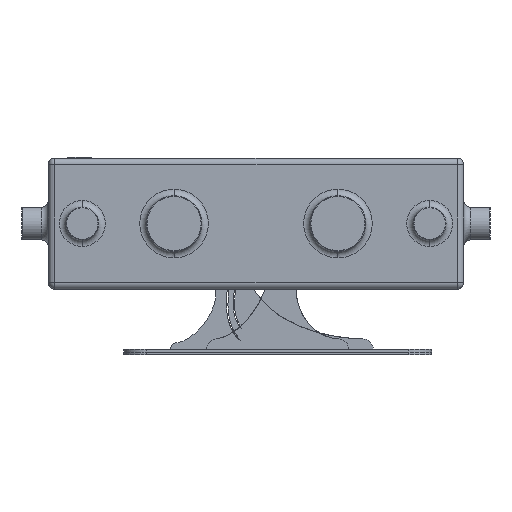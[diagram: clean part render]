
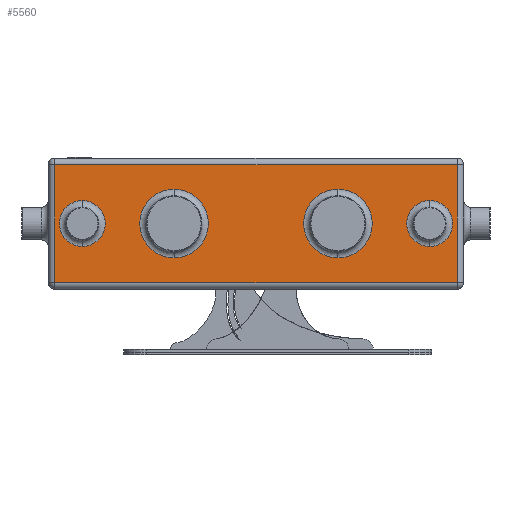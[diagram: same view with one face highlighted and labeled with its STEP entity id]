
A CAD part, left-side view. The second image highlights one B-rep face of the part: STEP entity #5560.
In plain terms, the highlighted planar face has unit normal (-1, 0, 0).
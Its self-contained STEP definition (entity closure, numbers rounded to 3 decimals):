
#399 = CARTESIAN_POINT ( 'NONE',  ( -50., 153.5, -45. ) ) ;
#550 = DIRECTION ( 'NONE',  ( 0., 0., -1. ) ) ;
#926 = CARTESIAN_POINT ( 'NONE',  ( -50., -158.5, 45. ) ) ;
#927 = AXIS2_PLACEMENT_3D ( 'NONE', #6782, #27138, #22146 ) ;
#2020 = LINE ( 'NONE', #18938, #10026 ) ;
#2211 = VERTEX_POINT ( 'NONE', #11547 ) ;
#2284 = VECTOR ( 'NONE', #12708, 1000. ) ;
#3225 = CARTESIAN_POINT ( 'NONE',  ( -50., 153.5, 45. ) ) ;
#3232 = CARTESIAN_POINT ( 'NONE',  ( -50., -153.5, -45. ) ) ;
#3577 = EDGE_CURVE ( 'NONE', #32634, #16131, #21004, .T. ) ;
#3993 = EDGE_CURVE ( 'NONE', #17737, #25738, #13435, .T. ) ;
#4161 = DIRECTION ( 'NONE',  ( 0., 0., -1. ) ) ;
#4510 = AXIS2_PLACEMENT_3D ( 'NONE', #24116, #8584, #21349 ) ;
#5000 = CARTESIAN_POINT ( 'NONE',  ( -50., 153.5, 50. ) ) ;
#5010 = EDGE_CURVE ( 'NONE', #20143, #16939, #14209, .T. ) ;
#5194 = EDGE_LOOP ( 'NONE', ( #11406, #23869 ) ) ;
#5361 = CARTESIAN_POINT ( 'NONE',  ( -50., 132.5, 17.5 ) ) ;
#5449 = CARTESIAN_POINT ( 'NONE',  ( -50., 62.5, 0. ) ) ;
#5560 = ADVANCED_FACE ( 'NONE', ( #17719, #7375, #15333, #22522, #23694 ), #13920, .F. ) ;
#5899 = CIRCLE ( 'NONE', #6944, 17.5 ) ;
#6399 = ORIENTED_EDGE ( 'NONE', *, *, #5010, .T. ) ;
#6496 = VECTOR ( 'NONE', #16314, 1000. ) ;
#6782 = CARTESIAN_POINT ( 'NONE',  ( -50., 132.5, 0. ) ) ;
#6944 = AXIS2_PLACEMENT_3D ( 'NONE', #29520, #11841, #8965 ) ;
#6986 = EDGE_LOOP ( 'NONE', ( #30510, #6399, #9932, #17400 ) ) ;
#7020 = ORIENTED_EDGE ( 'NONE', *, *, #11580, .T. ) ;
#7058 = CARTESIAN_POINT ( 'NONE',  ( -50., -62.5, 0. ) ) ;
#7375 = FACE_BOUND ( 'NONE', #5194, .T. ) ;
#7815 = CARTESIAN_POINT ( 'NONE',  ( -50., -153.5, 50. ) ) ;
#7834 = EDGE_CURVE ( 'NONE', #28713, #28007, #12637, .T. ) ;
#8253 = AXIS2_PLACEMENT_3D ( 'NONE', #5449, #18156, #550 ) ;
#8365 = CIRCLE ( 'NONE', #26771, 26.2 ) ;
#8584 = DIRECTION ( 'NONE',  ( 1., 0., 0. ) ) ;
#8965 = DIRECTION ( 'NONE',  ( 0., 0., -1. ) ) ;
#9594 = CIRCLE ( 'NONE', #13486, 26.2 ) ;
#9660 = CARTESIAN_POINT ( 'NONE',  ( -50., -62.5, -26.2 ) ) ;
#9932 = ORIENTED_EDGE ( 'NONE', *, *, #10426, .T. ) ;
#10026 = VECTOR ( 'NONE', #21511, 1000. ) ;
#10191 = CARTESIAN_POINT ( 'NONE',  ( -50., 132.5, -17.5 ) ) ;
#10235 = EDGE_LOOP ( 'NONE', ( #7020, #23336 ) ) ;
#10426 = EDGE_CURVE ( 'NONE', #16939, #32634, #2020, .T. ) ;
#11365 = VECTOR ( 'NONE', #17607, 1000. ) ;
#11406 = ORIENTED_EDGE ( 'NONE', *, *, #16293, .T. ) ;
#11547 = CARTESIAN_POINT ( 'NONE',  ( -50., 62.5, 26.2 ) ) ;
#11580 = EDGE_CURVE ( 'NONE', #25805, #15281, #9594, .T. ) ;
#11841 = DIRECTION ( 'NONE',  ( 1., 0., 0. ) ) ;
#12068 = DIRECTION ( 'NONE',  ( 1., 0., 0. ) ) ;
#12109 = CARTESIAN_POINT ( 'NONE',  ( -50., -132.5, 0. ) ) ;
#12361 = CIRCLE ( 'NONE', #927, 17.5 ) ;
#12637 = CIRCLE ( 'NONE', #24906, 17.5 ) ;
#12654 = EDGE_LOOP ( 'NONE', ( #31254, #16512 ) ) ;
#12708 = DIRECTION ( 'NONE',  ( 0., 0., 1. ) ) ;
#13230 = EDGE_LOOP ( 'NONE', ( #18773, #28077 ) ) ;
#13435 = CIRCLE ( 'NONE', #27292, 17.5 ) ;
#13486 = AXIS2_PLACEMENT_3D ( 'NONE', #29206, #24086, #21752 ) ;
#13920 = PLANE ( 'NONE',  #4510 ) ;
#14209 = LINE ( 'NONE', #5000, #11365 ) ;
#14674 = CARTESIAN_POINT ( 'NONE',  ( -50., 62.5, 0. ) ) ;
#15281 = VERTEX_POINT ( 'NONE', #26418 ) ;
#15333 = FACE_BOUND ( 'NONE', #10235, .T. ) ;
#16131 = VERTEX_POINT ( 'NONE', #28910 ) ;
#16293 = EDGE_CURVE ( 'NONE', #30074, #2211, #30945, .T. ) ;
#16314 = DIRECTION ( 'NONE',  ( 0., 1., 0. ) ) ;
#16512 = ORIENTED_EDGE ( 'NONE', *, *, #3993, .T. ) ;
#16939 = VERTEX_POINT ( 'NONE', #399 ) ;
#17236 = DIRECTION ( 'NONE',  ( 0., 0., -1. ) ) ;
#17400 = ORIENTED_EDGE ( 'NONE', *, *, #3577, .T. ) ;
#17607 = DIRECTION ( 'NONE',  ( 0., 0., -1. ) ) ;
#17668 = DIRECTION ( 'NONE',  ( 1., 0., 0. ) ) ;
#17719 = FACE_OUTER_BOUND ( 'NONE', #6986, .T. ) ;
#17737 = VERTEX_POINT ( 'NONE', #26792 ) ;
#18156 = DIRECTION ( 'NONE',  ( 1., 0., 0. ) ) ;
#18362 = CARTESIAN_POINT ( 'NONE',  ( -50., 62.5, -26.2 ) ) ;
#18493 = LINE ( 'NONE', #926, #6496 ) ;
#18715 = DIRECTION ( 'NONE',  ( 1., 0., 0. ) ) ;
#18773 = ORIENTED_EDGE ( 'NONE', *, *, #7834, .T. ) ;
#18938 = CARTESIAN_POINT ( 'NONE',  ( -50., -158.5, -45. ) ) ;
#19295 = DIRECTION ( 'NONE',  ( 0., 0., -1. ) ) ;
#20143 = VERTEX_POINT ( 'NONE', #3225 ) ;
#20422 = EDGE_CURVE ( 'NONE', #28007, #28713, #12361, .T. ) ;
#21004 = LINE ( 'NONE', #7815, #2284 ) ;
#21349 = DIRECTION ( 'NONE',  ( 0., 0., -1. ) ) ;
#21423 = EDGE_CURVE ( 'NONE', #25738, #17737, #5899, .T. ) ;
#21511 = DIRECTION ( 'NONE',  ( 0., -1., 0. ) ) ;
#21669 = EDGE_CURVE ( 'NONE', #2211, #30074, #23817, .T. ) ;
#21752 = DIRECTION ( 'NONE',  ( 0., 0., -1. ) ) ;
#22146 = DIRECTION ( 'NONE',  ( 0., 0., -1. ) ) ;
#22522 = FACE_BOUND ( 'NONE', #13230, .T. ) ;
#23336 = ORIENTED_EDGE ( 'NONE', *, *, #33046, .T. ) ;
#23694 = FACE_BOUND ( 'NONE', #12654, .T. ) ;
#23817 = CIRCLE ( 'NONE', #8253, 26.2 ) ;
#23869 = ORIENTED_EDGE ( 'NONE', *, *, #21669, .T. ) ;
#24086 = DIRECTION ( 'NONE',  ( 1., 0., 0. ) ) ;
#24103 = EDGE_CURVE ( 'NONE', #16131, #20143, #18493, .T. ) ;
#24116 = CARTESIAN_POINT ( 'NONE',  ( -50., -158.5, 50. ) ) ;
#24262 = DIRECTION ( 'NONE',  ( 0., 0., -1. ) ) ;
#24890 = CARTESIAN_POINT ( 'NONE',  ( -50., -132.5, -17.5 ) ) ;
#24906 = AXIS2_PLACEMENT_3D ( 'NONE', #32665, #18715, #24262 ) ;
#25738 = VERTEX_POINT ( 'NONE', #24890 ) ;
#25805 = VERTEX_POINT ( 'NONE', #9660 ) ;
#26387 = AXIS2_PLACEMENT_3D ( 'NONE', #14674, #29553, #4161 ) ;
#26418 = CARTESIAN_POINT ( 'NONE',  ( -50., -62.5, 26.2 ) ) ;
#26771 = AXIS2_PLACEMENT_3D ( 'NONE', #7058, #12068, #19295 ) ;
#26792 = CARTESIAN_POINT ( 'NONE',  ( -50., -132.5, 17.5 ) ) ;
#27138 = DIRECTION ( 'NONE',  ( 1., 0., 0. ) ) ;
#27292 = AXIS2_PLACEMENT_3D ( 'NONE', #12109, #17668, #17236 ) ;
#28007 = VERTEX_POINT ( 'NONE', #5361 ) ;
#28077 = ORIENTED_EDGE ( 'NONE', *, *, #20422, .T. ) ;
#28713 = VERTEX_POINT ( 'NONE', #10191 ) ;
#28910 = CARTESIAN_POINT ( 'NONE',  ( -50., -153.5, 45. ) ) ;
#29206 = CARTESIAN_POINT ( 'NONE',  ( -50., -62.5, 0. ) ) ;
#29520 = CARTESIAN_POINT ( 'NONE',  ( -50., -132.5, 0. ) ) ;
#29553 = DIRECTION ( 'NONE',  ( 1., 0., 0. ) ) ;
#30074 = VERTEX_POINT ( 'NONE', #18362 ) ;
#30510 = ORIENTED_EDGE ( 'NONE', *, *, #24103, .T. ) ;
#30945 = CIRCLE ( 'NONE', #26387, 26.2 ) ;
#31254 = ORIENTED_EDGE ( 'NONE', *, *, #21423, .T. ) ;
#32634 = VERTEX_POINT ( 'NONE', #3232 ) ;
#32665 = CARTESIAN_POINT ( 'NONE',  ( -50., 132.5, 0. ) ) ;
#33046 = EDGE_CURVE ( 'NONE', #15281, #25805, #8365, .T. ) ;
